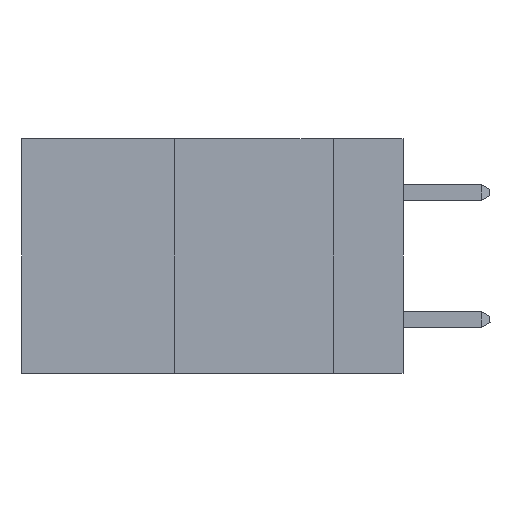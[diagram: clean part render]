
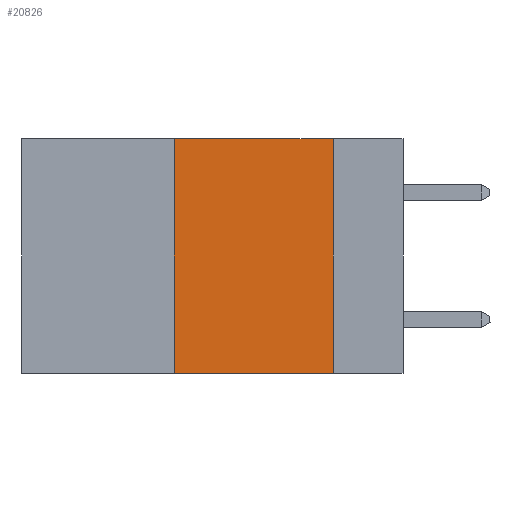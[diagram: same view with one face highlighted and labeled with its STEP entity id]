
A CAD part, left-side view. The second image highlights one B-rep face of the part: STEP entity #20826.
In plain terms, the highlighted planar face has unit normal (-1, 0, 0).
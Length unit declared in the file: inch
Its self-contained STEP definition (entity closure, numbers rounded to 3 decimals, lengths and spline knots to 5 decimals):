
#757 = VERTEX_POINT ( 'NONE', #1118 ) ;
#1118 = CARTESIAN_POINT ( 'NONE',  ( 0., 0.36, -0.37 ) ) ;
#1622 = PLANE ( 'NONE',  #2796 ) ;
#2095 = VECTOR ( 'NONE', #18523, 39.37008 ) ;
#2261 = ORIENTED_EDGE ( 'NONE', *, *, #15273, .T. ) ;
#2796 = AXIS2_PLACEMENT_3D ( 'NONE', #5412, #3322, #13140 ) ;
#3322 = DIRECTION ( 'NONE',  ( 1., 0., 0. ) ) ;
#3686 = EDGE_CURVE ( 'NONE', #23898, #12003, #6227, .T. ) ;
#4283 = DIRECTION ( 'NONE',  ( 0., 0., -1. ) ) ;
#4862 = VECTOR ( 'NONE', #17487, 39.37008 ) ;
#5186 = CARTESIAN_POINT ( 'NONE',  ( 0., 0.11, 0. ) ) ;
#5412 = CARTESIAN_POINT ( 'NONE',  ( 0., 0.6, 0. ) ) ;
#6130 = CARTESIAN_POINT ( 'NONE',  ( 0., 0.36, 0. ) ) ;
#6227 = LINE ( 'NONE', #14216, #16459 ) ;
#8728 = LINE ( 'NONE', #24499, #2095 ) ;
#8895 = DIRECTION ( 'NONE',  ( 0., -1., 0. ) ) ;
#9874 = ORIENTED_EDGE ( 'NONE', *, *, #3686, .F. ) ;
#10839 = EDGE_CURVE ( 'NONE', #757, #16840, #8728, .T. ) ;
#10995 = LINE ( 'NONE', #13206, #12554 ) ;
#11529 = ORIENTED_EDGE ( 'NONE', *, *, #19938, .F. ) ;
#12003 = VERTEX_POINT ( 'NONE', #24566 ) ;
#12554 = VECTOR ( 'NONE', #8895, 39.37008 ) ;
#13140 = DIRECTION ( 'NONE',  ( 0., 0., -1. ) ) ;
#13206 = CARTESIAN_POINT ( 'NONE',  ( 0., 0.6, -0.37 ) ) ;
#14216 = CARTESIAN_POINT ( 'NONE',  ( 0., 0.11, 0. ) ) ;
#15273 = EDGE_CURVE ( 'NONE', #757, #12003, #10995, .T. ) ;
#16459 = VECTOR ( 'NONE', #4283, 39.37008 ) ;
#16840 = VERTEX_POINT ( 'NONE', #6130 ) ;
#17487 = DIRECTION ( 'NONE',  ( 0., -1., 0. ) ) ;
#18523 = DIRECTION ( 'NONE',  ( 0., 0., 1. ) ) ;
#19938 = EDGE_CURVE ( 'NONE', #16840, #23898, #25680, .T. ) ;
#20826 = ADVANCED_FACE ( 'NONE', ( #23416 ), #1622, .F. ) ;
#21792 = CARTESIAN_POINT ( 'NONE',  ( 0., 0.6, 0. ) ) ;
#21907 = EDGE_LOOP ( 'NONE', ( #9874, #11529, #22615, #2261 ) ) ;
#22615 = ORIENTED_EDGE ( 'NONE', *, *, #10839, .F. ) ;
#23416 = FACE_OUTER_BOUND ( 'NONE', #21907, .T. ) ;
#23898 = VERTEX_POINT ( 'NONE', #5186 ) ;
#24499 = CARTESIAN_POINT ( 'NONE',  ( 0., 0.36, 0. ) ) ;
#24566 = CARTESIAN_POINT ( 'NONE',  ( 0., 0.11, -0.37 ) ) ;
#25680 = LINE ( 'NONE', #21792, #4862 ) ;
